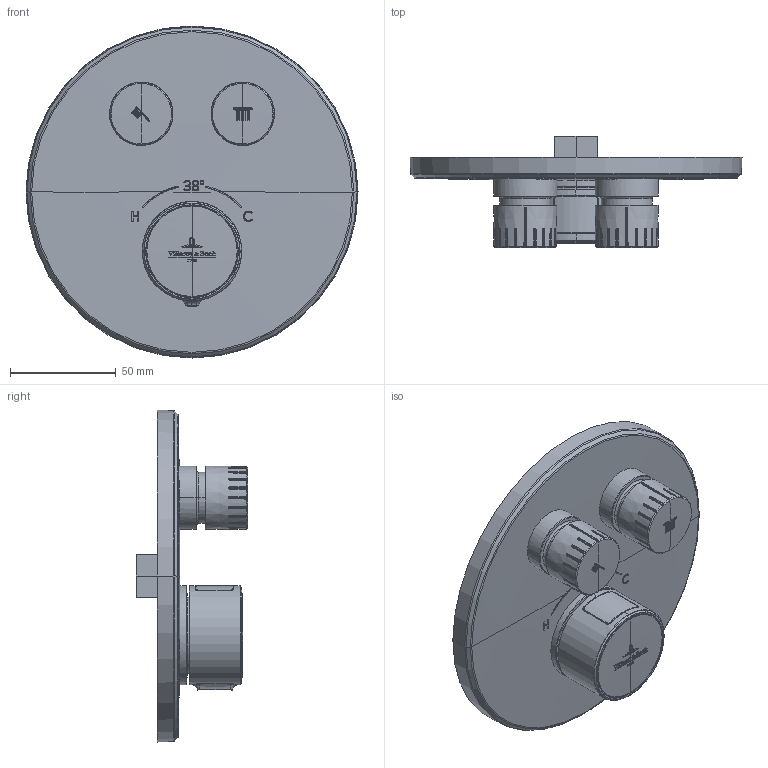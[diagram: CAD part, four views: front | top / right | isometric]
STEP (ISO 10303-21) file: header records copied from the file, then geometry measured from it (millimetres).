
FILE_DESCRIPTION((''),'2;1');
FILE_NAME('TVS000040000_3DPL','2025-01-22T15:42:36',('HristovG'),('IDEAL STANDARD BVBA'),'CREO PARAMETRIC BY PTC INC, 2024253','CREO PARAMETRIC BY PTC INC, 2024253','');
FILE_SCHEMA(('AP242_MANAGED_MODEL_BASED_3D_ENGINEERING_MIM_LF { 1 0 10303 442 1 1 4 }'));
Length unit declared in the file: millimetre
Products named in the file (1): TVS000040000_3DPL
Bounding box: 157 x 52.9 x 157 mm (x, y, z)
Volume: 292451.6 mm3; surface area: 57540.7 mm2
Topology: 25 solids, 28 shells, 1343 faces, 3369 edges, 2184 vertices
Faces by surface type: extrusion 531, plane 344, bspline 287, cylinder 77, cone 62, torus 28, sphere 14
Entity records: 81461 total; most frequent: CARTESIAN_POINT 32036, ORIENTED_EDGE 6702, PRESENTATION_STYLE_ASSIGNMENT 4707, DIRECTION 3843, STYLED_ITEM 3834, CURVE_STYLE 3806, EDGE_CURVE 3357, VERTEX_POINT 2184
